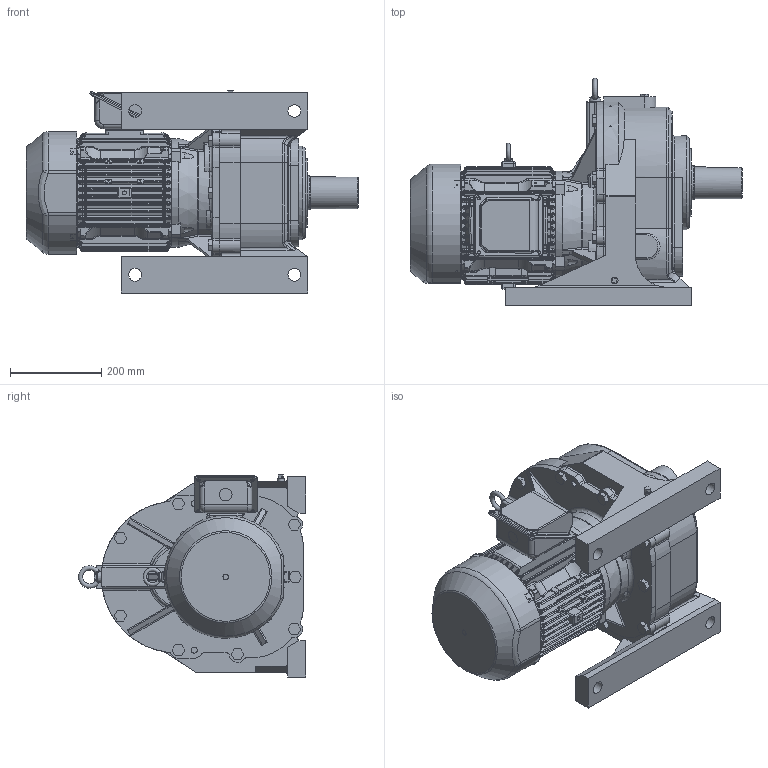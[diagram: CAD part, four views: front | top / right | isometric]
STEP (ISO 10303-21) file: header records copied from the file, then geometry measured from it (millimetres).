
FILE_DESCRIPTION (( 'STEP AP214' ), '1' );
FILE_NAME ('F1-27_H_EK2DO08335H001_defeature.stp', '2022-06-02T01:30:13', ( 'Windows 餌辨濠' ), ( '' ), 'SwSTEP 2.0', 'SolidWorks 2021', '' );
FILE_SCHEMA (( 'AUTOMOTIVE_DESIGN' ));
Length unit declared in the file: millimetre
Products named in the file (1): F1-27_H_EK2DO08335H001_defeature
Bounding box: 729.6 x 499.92 x 444 mm (x, y, z)
Volume: 50253826 mm3; surface area: 2063283.2 mm2
Topology: 12 solids, 12 shells, 3477 faces, 8522 edges, 5075 vertices
Faces by surface type: cylinder 1202, bspline 1065, plane 756, torus 232, cone 137, sphere 85
Full cylindrical faces by diameter (mm): 2.6 x4, 2.7 x2, 4 x1, 4.2 x4, 5 x6, 7 x4, 8 x4, 8.344 x1, 8.5 x1, 10 x3, 10.072 x1, 10.2 x1, 12 x2, 13 x4, 16 x2, 26 x1, 28 x5, 35 x1, 70 x1, 75 x1, 150 x1, 206 x1
Entity records: 137670 total; most frequent: CARTESIAN_POINT 64983, ORIENTED_EDGE 16688, DIRECTION 13035, EDGE_CURVE 8344, AXIS2_PLACEMENT_3D 5146, VERTEX_POINT 5032, EDGE_LOOP 3634, FACE_OUTER_BOUND 3532
